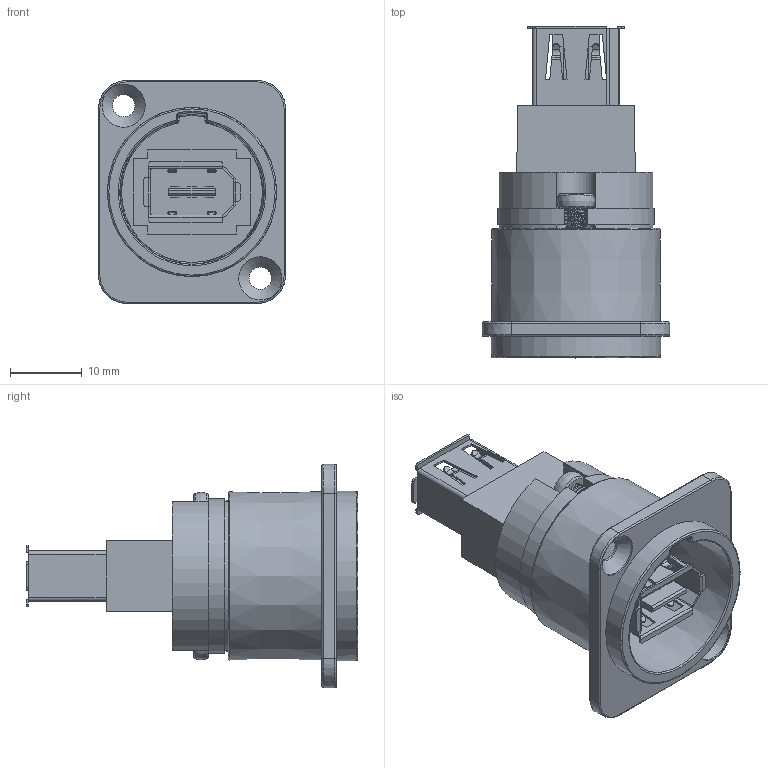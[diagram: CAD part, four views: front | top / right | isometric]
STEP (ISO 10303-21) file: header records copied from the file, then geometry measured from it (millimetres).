
FILE_DESCRIPTION(/* description */ (''),/* implementation_level */ '2;1');
FILE_NAME(/* name */ 'CP30117 Firewire.stp',/* time_stamp */ '2025-04-02T09:57:55+01:00',/* author */ ('tottley'),/* organization */ (''),/* preprocessor_version */ 'ST-DEVELOPER v20',/* originating_system */ 'Autodesk Inventor 2025',/* authorisation */ '');
FILE_SCHEMA (('AUTOMOTIVE_DESIGN { 1 0 10303 214 3 1 1 }'));
Products named in the file (1): CP30117 Firewire
Bounding box: 26.06 x 46.12 x 31.06 mm (x, y, z)
Volume: 8923.7 mm3; surface area: 7618 mm2
Topology: 1 solids, 1 shells, 602 faces, 1703 edges, 1097 vertices
Faces by surface type: plane 336, cylinder 163, bspline 62, torus 22, cone 17, sphere 2
Full cylindrical faces by diameter (mm): 2.5 x11, 2.9 x8, 3.1 x2, 6 x2
Entity records: 46930 total; most frequent: CARTESIAN_POINT 30916, ORIENTED_EDGE 3406, DIRECTION 2958, EDGE_CURVE 1703, VERTEX_POINT 1097, LINE 1072, VECTOR 1072, AXIS2_PLACEMENT_3D 943
